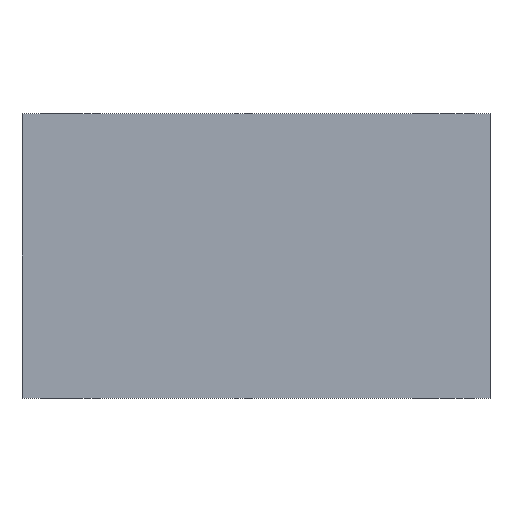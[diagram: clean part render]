
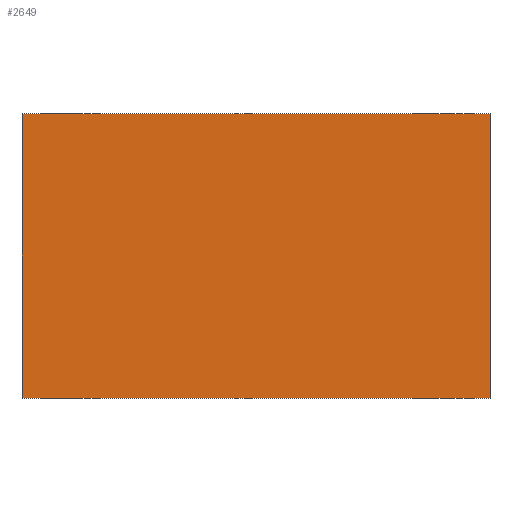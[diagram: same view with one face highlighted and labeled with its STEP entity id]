
A CAD part, front view. The second image highlights one B-rep face of the part: STEP entity #2649.
In plain terms, the highlighted planar face has unit normal (0, -1, 0).
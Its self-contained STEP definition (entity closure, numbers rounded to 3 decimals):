
#180=LINE('',#3904,#383);
#195=LINE('',#4255,#398);
#198=LINE('',#4264,#401);
#200=LINE('',#4271,#403);
#383=VECTOR('',#3123,1000.);
#398=VECTOR('',#3218,1000.);
#401=VECTOR('',#3227,1000.);
#403=VECTOR('',#3235,1000.);
#702=ORIENTED_EDGE('',*,*,#1483,.T.);
#703=ORIENTED_EDGE('',*,*,#1474,.F.);
#704=ORIENTED_EDGE('',*,*,#1479,.F.);
#705=ORIENTED_EDGE('',*,*,#1380,.T.);
#1380=EDGE_CURVE('',#1774,#1773,#180,.T.);
#1474=EDGE_CURVE('',#1859,#1860,#195,.T.);
#1479=EDGE_CURVE('',#1774,#1859,#198,.T.);
#1483=EDGE_CURVE('',#1773,#1860,#200,.T.);
#1773=VERTEX_POINT('',#3903);
#1774=VERTEX_POINT('',#3905);
#1859=VERTEX_POINT('',#4254);
#1860=VERTEX_POINT('',#4256);
#2173=EDGE_LOOP('',(#702,#703,#704,#705));
#2376=FACE_BOUND('',#2173,.T.);
#2560=PLANE('',#2866);
#2649=ADVANCED_FACE('',(#2376),#2560,.F.);
#2866=AXIS2_PLACEMENT_3D('',#4272,#3236,#3237);
#3123=DIRECTION('',(0.,0.,-1.));
#3218=DIRECTION('',(0.,0.,-1.));
#3227=DIRECTION('',(1.,0.,0.));
#3235=DIRECTION('',(1.,0.,0.));
#3236=DIRECTION('',(0.,1.,0.));
#3237=DIRECTION('',(0.,0.,1.));
#3903=CARTESIAN_POINT('',(-25.,0.,-15.2));
#3904=CARTESIAN_POINT('',(-25.,0.,15.2));
#3905=CARTESIAN_POINT('',(-25.,0.,15.2));
#4254=CARTESIAN_POINT('',(25.,0.,15.2));
#4255=CARTESIAN_POINT('',(25.,0.,15.2));
#4256=CARTESIAN_POINT('',(25.,0.,-15.2));
#4264=CARTESIAN_POINT('',(-25.,0.,15.2));
#4271=CARTESIAN_POINT('',(-25.,0.,-15.2));
#4272=CARTESIAN_POINT('',(-25.,0.,15.2));
